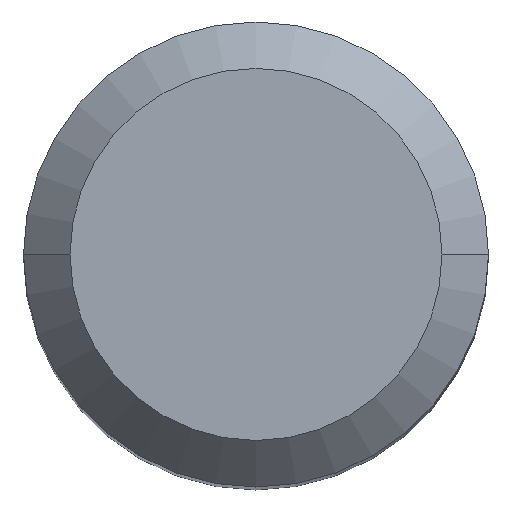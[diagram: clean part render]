
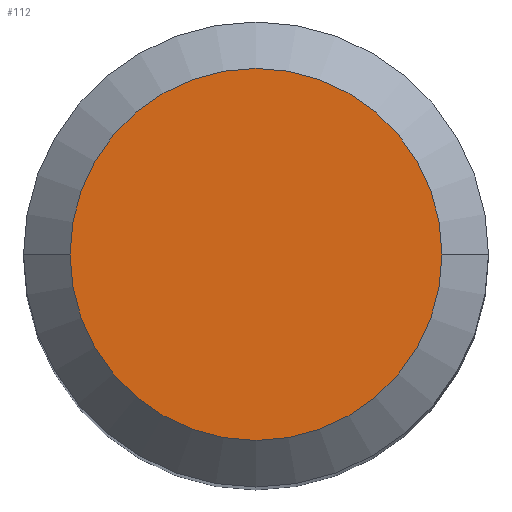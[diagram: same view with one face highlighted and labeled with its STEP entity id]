
A CAD part, top view. The second image highlights one B-rep face of the part: STEP entity #112.
In plain terms, the highlighted planar face has unit normal (0, 0, 1).
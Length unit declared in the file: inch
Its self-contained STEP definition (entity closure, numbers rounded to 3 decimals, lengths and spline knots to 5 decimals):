
#20 = CIRCLE ( 'NONE', #182, 0.18896 ) ;
#42 = AXIS2_PLACEMENT_3D ( 'NONE', #160, #225, #152 ) ;
#65 = VERTEX_POINT ( 'NONE', #91 ) ;
#91 = CARTESIAN_POINT ( 'NONE',  ( 0.18896, 0., 0. ) ) ;
#112 = ADVANCED_FACE ( 'NONE', ( #439 ), #173, .F. ) ;
#137 = ORIENTED_EDGE ( 'NONE', *, *, #221, .T. ) ;
#152 = DIRECTION ( 'NONE',  ( -1., 0., 0. ) ) ;
#160 = CARTESIAN_POINT ( 'NONE',  ( 0., 0., 0. ) ) ;
#173 = PLANE ( 'NONE',  #42 ) ;
#182 = AXIS2_PLACEMENT_3D ( 'NONE', #372, #296, #386 ) ;
#221 = EDGE_CURVE ( 'NONE', #402, #65, #20, .T. ) ;
#223 = CARTESIAN_POINT ( 'NONE',  ( 0., 0., 0. ) ) ;
#225 = DIRECTION ( 'NONE',  ( 0., 0., -1. ) ) ;
#252 = CIRCLE ( 'NONE', #347, 0.18896 ) ;
#282 = CARTESIAN_POINT ( 'NONE',  ( -0.18896, 0., 0. ) ) ;
#296 = DIRECTION ( 'NONE',  ( 0., 0., 1. ) ) ;
#345 = DIRECTION ( 'NONE',  ( 1., 0., 0. ) ) ;
#347 = AXIS2_PLACEMENT_3D ( 'NONE', #223, #352, #345 ) ;
#352 = DIRECTION ( 'NONE',  ( 0., 0., 1. ) ) ;
#361 = EDGE_LOOP ( 'NONE', ( #137, #362 ) ) ;
#362 = ORIENTED_EDGE ( 'NONE', *, *, #478, .T. ) ;
#372 = CARTESIAN_POINT ( 'NONE',  ( 0., 0., 0. ) ) ;
#386 = DIRECTION ( 'NONE',  ( 1., 0., 0. ) ) ;
#402 = VERTEX_POINT ( 'NONE', #282 ) ;
#439 = FACE_OUTER_BOUND ( 'NONE', #361, .T. ) ;
#478 = EDGE_CURVE ( 'NONE', #65, #402, #252, .T. ) ;
